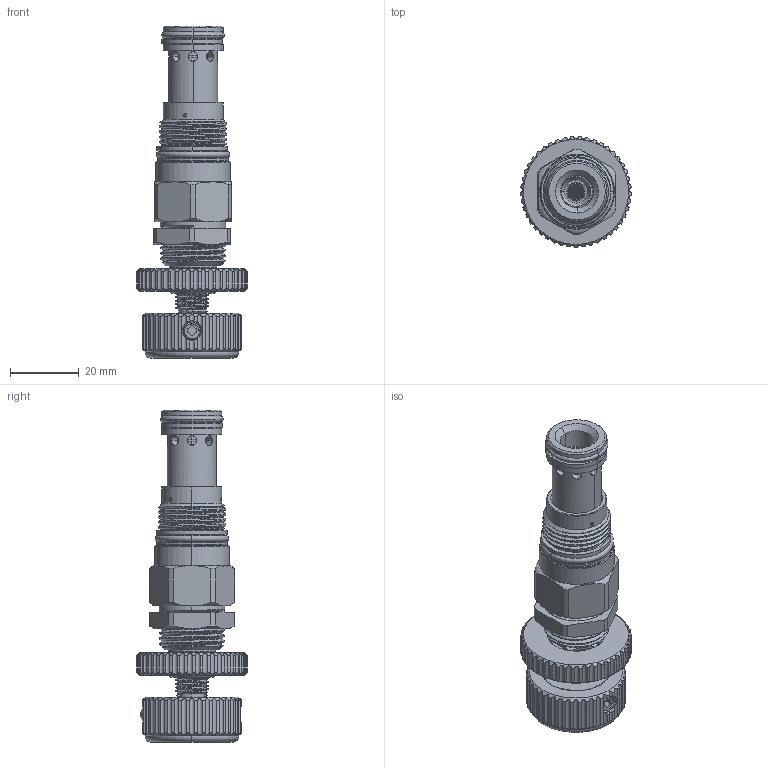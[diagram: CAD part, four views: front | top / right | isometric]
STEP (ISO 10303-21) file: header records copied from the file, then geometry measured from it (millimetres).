
FILE_DESCRIPTION (( 'STEP AP203' ), '1' );
FILE_NAME ('RP10A20-KF.STEP', '2016-08-01T08:47:28', ( '' ), ( '' ), 'SwSTEP 2.0', 'SolidWorks 2012', '' );
FILE_SCHEMA (( 'CONFIG_CONTROL_DESIGN' ));
Length unit declared in the file: millimetre
Products named in the file (1): RP10A20-KF
Bounding box: 32.2 x 32.18 x 96.64 mm (x, y, z)
Volume: 32464 mm3; surface area: 13532.5 mm2
Topology: 5 solids, 8 shells, 1205 faces, 3438 edges, 2227 vertices
Faces by surface type: cylinder 813, plane 207, cone 73, bspline 58, torus 46, sphere 8
Entity records: 99430 total; most frequent: CARTESIAN_POINT 70156, ORIENTED_EDGE 6848, DIRECTION 4775, EDGE_CURVE 3424, VERTEX_POINT 2227, AXIS2_PLACEMENT_3D 1777, EDGE_LOOP 1625, B_SPLINE_CURVE_WITH_KNOTS 1444
